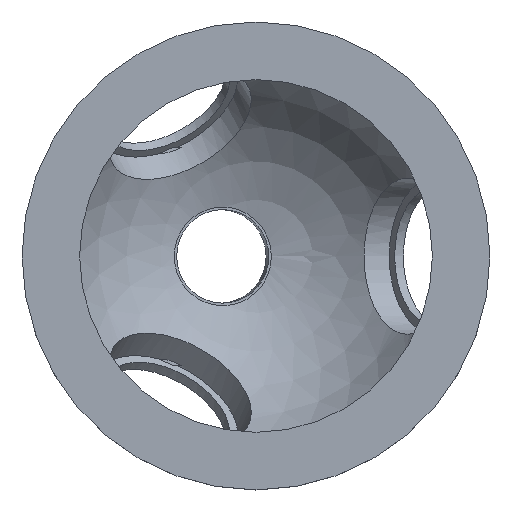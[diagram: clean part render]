
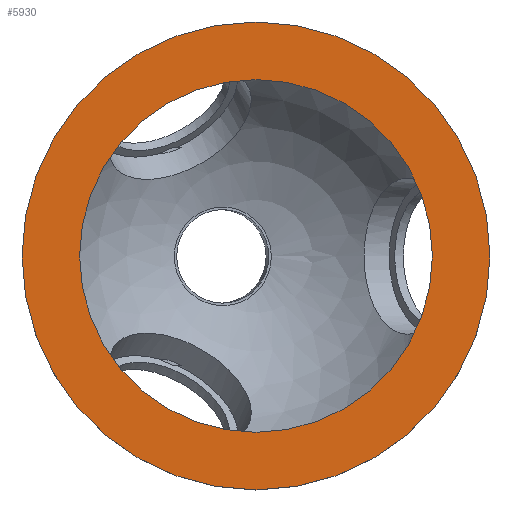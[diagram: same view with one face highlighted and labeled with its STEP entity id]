
A CAD part, top view. The second image highlights one B-rep face of the part: STEP entity #5930.
In plain terms, the highlighted planar face has unit normal (0, 0, 1).
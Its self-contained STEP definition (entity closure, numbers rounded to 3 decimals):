
#2907 = CYLINDRICAL_SURFACE('',#2908,22.5);
#2908 = AXIS2_PLACEMENT_3D('',#2909,#2910,#2911);
#2909 = CARTESIAN_POINT('',(0.,0.,22.4));
#2910 = DIRECTION('',(0.,0.,1.));
#2911 = DIRECTION('',(1.,0.,0.));
#3758 = VERTEX_POINT('',#3759);
#3759 = CARTESIAN_POINT('',(22.5,0.,27.4));
#3780 = EDGE_CURVE('',#3758,#3758,#3781,.T.);
#3781 = SURFACE_CURVE('',#3782,(#3787,#3794),.PCURVE_S1.);
#3782 = CIRCLE('',#3783,22.5);
#3783 = AXIS2_PLACEMENT_3D('',#3784,#3785,#3786);
#3784 = CARTESIAN_POINT('',(0.,0.,27.4));
#3785 = DIRECTION('',(0.,0.,1.));
#3786 = DIRECTION('',(1.,0.,0.));
#3787 = PCURVE('',#2907,#3788);
#3788 = DEFINITIONAL_REPRESENTATION('',(#3789),#3793);
#3789 = LINE('',#3790,#3791);
#3790 = CARTESIAN_POINT('',(0.,5.));
#3791 = VECTOR('',#3792,1.);
#3792 = DIRECTION('',(1.,0.));
#3793 = ( GEOMETRIC_REPRESENTATION_CONTEXT(2) 
PARAMETRIC_REPRESENTATION_CONTEXT() REPRESENTATION_CONTEXT('2D SPACE',''
  ) );
#3794 = PCURVE('',#3795,#3800);
#3795 = PLANE('',#3796);
#3796 = AXIS2_PLACEMENT_3D('',#3797,#3798,#3799);
#3797 = CARTESIAN_POINT('',(0.,0.,27.4));
#3798 = DIRECTION('',(0.,0.,1.));
#3799 = DIRECTION('',(1.,0.,0.));
#3800 = DEFINITIONAL_REPRESENTATION('',(#3801),#3805);
#3801 = CIRCLE('',#3802,22.5);
#3802 = AXIS2_PLACEMENT_2D('',#3803,#3804);
#3803 = CARTESIAN_POINT('',(0.,0.));
#3804 = DIRECTION('',(1.,0.));
#3805 = ( GEOMETRIC_REPRESENTATION_CONTEXT(2) 
PARAMETRIC_REPRESENTATION_CONTEXT() REPRESENTATION_CONTEXT('2D SPACE',''
  ) );
#5930 = ADVANCED_FACE('',(#5931,#5934),#3795,.T.);
#5931 = FACE_BOUND('',#5932,.T.);
#5932 = EDGE_LOOP('',(#5933));
#5933 = ORIENTED_EDGE('',*,*,#3780,.T.);
#5934 = FACE_BOUND('',#5935,.T.);
#5935 = EDGE_LOOP('',(#5936));
#5936 = ORIENTED_EDGE('',*,*,#5937,.F.);
#5937 = EDGE_CURVE('',#5938,#5938,#5940,.T.);
#5938 = VERTEX_POINT('',#5939);
#5939 = CARTESIAN_POINT('',(16.961,0.,27.4));
#5940 = SURFACE_CURVE('',#5941,(#5946,#5953),.PCURVE_S1.);
#5941 = CIRCLE('',#5942,16.961);
#5942 = AXIS2_PLACEMENT_3D('',#5943,#5944,#5945);
#5943 = CARTESIAN_POINT('',(0.,0.,27.4));
#5944 = DIRECTION('',(0.,0.,1.));
#5945 = DIRECTION('',(1.,0.,0.));
#5946 = PCURVE('',#3795,#5947);
#5947 = DEFINITIONAL_REPRESENTATION('',(#5948),#5952);
#5948 = CIRCLE('',#5949,16.961);
#5949 = AXIS2_PLACEMENT_2D('',#5950,#5951);
#5950 = CARTESIAN_POINT('',(0.,0.));
#5951 = DIRECTION('',(1.,0.));
#5952 = ( GEOMETRIC_REPRESENTATION_CONTEXT(2) 
PARAMETRIC_REPRESENTATION_CONTEXT() REPRESENTATION_CONTEXT('2D SPACE',''
  ) );
#5953 = PCURVE('',#5954,#5959);
#5954 = CONICAL_SURFACE('',#5955,18.2,0.222);
#5955 = AXIS2_PLACEMENT_3D('',#5956,#5957,#5958);
#5956 = CARTESIAN_POINT('',(0.,0.,21.9));
#5957 = DIRECTION('',(-0.,-0.,-1.));
#5958 = DIRECTION('',(1.,0.,0.));
#5959 = DEFINITIONAL_REPRESENTATION('',(#5960),#5964);
#5960 = LINE('',#5961,#5962);
#5961 = CARTESIAN_POINT('',(-0.,-5.5));
#5962 = VECTOR('',#5963,1.);
#5963 = DIRECTION('',(-1.,-0.));
#5964 = ( GEOMETRIC_REPRESENTATION_CONTEXT(2) 
PARAMETRIC_REPRESENTATION_CONTEXT() REPRESENTATION_CONTEXT('2D SPACE',''
  ) );
